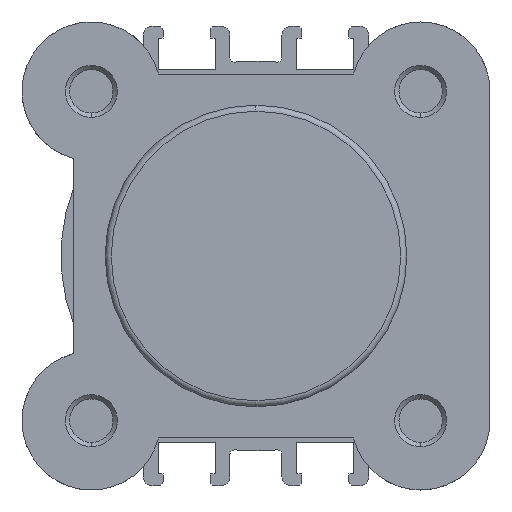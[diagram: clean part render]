
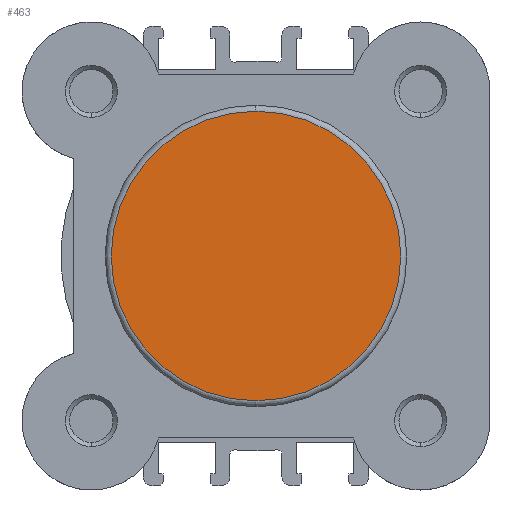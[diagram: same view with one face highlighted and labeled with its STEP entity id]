
A CAD part, left-side view. The second image highlights one B-rep face of the part: STEP entity #463.
In plain terms, the highlighted planar face has unit normal (-1, 0, 0).
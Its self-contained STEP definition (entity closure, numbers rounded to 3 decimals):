
#463 = ADVANCED_FACE ( 'NONE', ( #1165 ), #7162, .T. ) ;
#804 = EDGE_LOOP ( 'NONE', ( #2863, #2817 ) ) ;
#1165 = FACE_OUTER_BOUND ( 'NONE', #804, .T. ) ;
#1551 = CIRCLE ( 'NONE', #6028, 16.7 ) ;
#1947 = CARTESIAN_POINT ( 'NONE',  ( 0., 0., 0. ) ) ;
#1948 = DIRECTION ( 'NONE',  ( -1., 0., 0. ) ) ;
#1949 = DIRECTION ( 'NONE',  ( 0., 0., 1. ) ) ;
#2726 = CARTESIAN_POINT ( 'NONE',  ( 0., 0., 0. ) ) ;
#2735 = DIRECTION ( 'NONE',  ( -1., 0., 0. ) ) ;
#2736 = DIRECTION ( 'NONE',  ( 0., 0., 1. ) ) ;
#2817 = ORIENTED_EDGE ( 'NONE', *, *, #5208, .T. ) ;
#2863 = ORIENTED_EDGE ( 'NONE', *, *, #5538, .T. ) ;
#4081 = CIRCLE ( 'NONE', #6139, 16.7 ) ;
#4798 = CARTESIAN_POINT ( 'NONE',  ( 0., 0., -16.7 ) ) ;
#4800 = CARTESIAN_POINT ( 'NONE',  ( 0., 0., 16.7 ) ) ;
#5208 = EDGE_CURVE ( 'NONE', #6360, #6362, #1551, .T. ) ;
#5538 = EDGE_CURVE ( 'NONE', #6362, #6360, #4081, .T. ) ;
#5832 = AXIS2_PLACEMENT_3D ( 'NONE', #7165, #7175, #7176 ) ;
#6028 = AXIS2_PLACEMENT_3D ( 'NONE', #1947, #1948, #1949 ) ;
#6139 = AXIS2_PLACEMENT_3D ( 'NONE', #2726, #2735, #2736 ) ;
#6360 = VERTEX_POINT ( 'NONE', #4798 ) ;
#6362 = VERTEX_POINT ( 'NONE', #4800 ) ;
#7162 = PLANE ( 'NONE',  #5832 ) ;
#7165 = CARTESIAN_POINT ( 'NONE',  ( 0., -17.4, 0. ) ) ;
#7175 = DIRECTION ( 'NONE',  ( -1., 0., 0. ) ) ;
#7176 = DIRECTION ( 'NONE',  ( 0., 0., 1. ) ) ;
